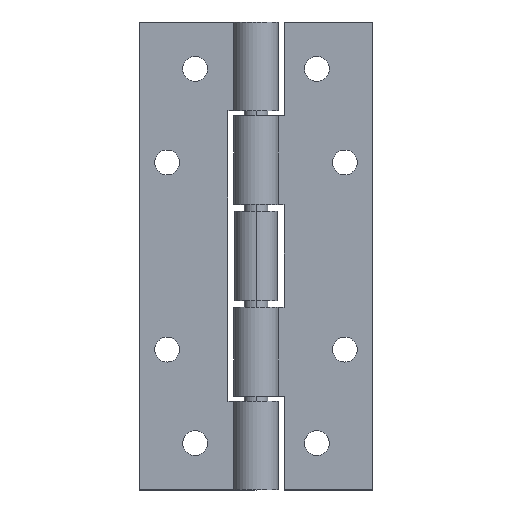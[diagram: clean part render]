
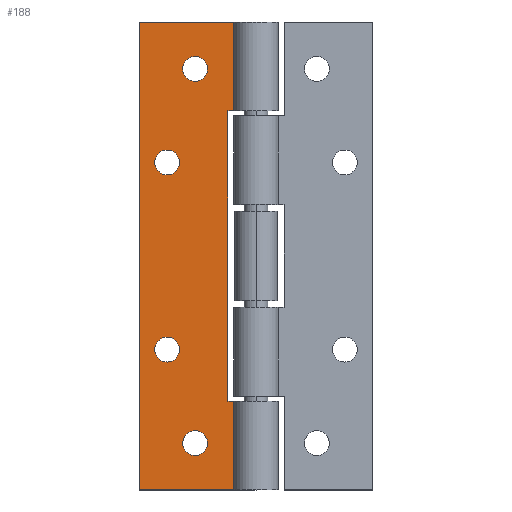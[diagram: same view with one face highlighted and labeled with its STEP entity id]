
A CAD part, top view. The second image highlights one B-rep face of the part: STEP entity #188.
In plain terms, the highlighted planar face has unit normal (0, 0, 1).
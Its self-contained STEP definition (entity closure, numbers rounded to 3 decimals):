
#26 = VERTEX_POINT ( 'NONE', #620 ) ;
#51 = VERTEX_POINT ( 'NONE', #629 ) ;
#54 = EDGE_CURVE ( 'NONE', #26, #51, #692, .T. ) ;
#56 = VERTEX_POINT ( 'NONE', #683 ) ;
#57 = VERTEX_POINT ( 'NONE', #682 ) ;
#86 = EDGE_CURVE ( 'NONE', #87, #92, #700, .T. ) ;
#87 = VERTEX_POINT ( 'NONE', #695 ) ;
#92 = VERTEX_POINT ( 'NONE', #748 ) ;
#119 = VERTEX_POINT ( 'NONE', #774 ) ;
#124 = EDGE_CURVE ( 'NONE', #119, #262, #761, .T. ) ;
#128 = EDGE_CURVE ( 'NONE', #129, #131, #814, .T. ) ;
#129 = VERTEX_POINT ( 'NONE', #809 ) ;
#131 = VERTEX_POINT ( 'NONE', #804 ) ;
#188 = ADVANCED_FACE ( 'NONE', ( #913, #912, #911, #910, #909 ), #908, .F. ) ;
#191 = EDGE_LOOP ( 'NONE', ( #438, #209 ) ) ;
#203 = EDGE_CURVE ( 'NONE', #56, #291, #888, .T. ) ;
#207 = EDGE_CURVE ( 'NONE', #267, #271, #945, .T. ) ;
#208 = EDGE_LOOP ( 'NONE', ( #260, #218 ) ) ;
#209 = ORIENTED_EDGE ( 'NONE', *, *, #210, .T. ) ;
#210 = EDGE_CURVE ( 'NONE', #92, #87, #940, .T. ) ;
#212 = EDGE_LOOP ( 'NONE', ( #222, #223 ) ) ;
#216 = EDGE_LOOP ( 'NONE', ( #243, #242 ) ) ;
#218 = ORIENTED_EDGE ( 'NONE', *, *, #259, .T. ) ;
#222 = ORIENTED_EDGE ( 'NONE', *, *, #283, .T. ) ;
#223 = ORIENTED_EDGE ( 'NONE', *, *, #207, .T. ) ;
#224 = ORIENTED_EDGE ( 'NONE', *, *, #290, .T. ) ;
#226 = ORIENTED_EDGE ( 'NONE', *, *, #235, .T. ) ;
#228 = ORIENTED_EDGE ( 'NONE', *, *, #229, .T. ) ;
#229 = EDGE_CURVE ( 'NONE', #241, #240, #919, .T. ) ;
#230 = ORIENTED_EDGE ( 'NONE', *, *, #312, .F. ) ;
#231 = ORIENTED_EDGE ( 'NONE', *, *, #203, .T. ) ;
#232 = ORIENTED_EDGE ( 'NONE', *, *, #305, .F. ) ;
#233 = ORIENTED_EDGE ( 'NONE', *, *, #234, .T. ) ;
#234 = EDGE_CURVE ( 'NONE', #240, #314, #979, .T. ) ;
#235 = EDGE_CURVE ( 'NONE', #26, #241, #975, .T. ) ;
#239 = ORIENTED_EDGE ( 'NONE', *, *, #54, .F. ) ;
#240 = VERTEX_POINT ( 'NONE', #965 ) ;
#241 = VERTEX_POINT ( 'NONE', #964 ) ;
#242 = ORIENTED_EDGE ( 'NONE', *, *, #245, .T. ) ;
#243 = ORIENTED_EDGE ( 'NONE', *, *, #128, .T. ) ;
#245 = EDGE_CURVE ( 'NONE', #131, #129, #962, .T. ) ;
#249 = EDGE_LOOP ( 'NONE', ( #239, #226, #228, #233, #230, #232, #231, #224 ) ) ;
#259 = EDGE_CURVE ( 'NONE', #262, #119, #1008, .T. ) ;
#260 = ORIENTED_EDGE ( 'NONE', *, *, #124, .T. ) ;
#262 = VERTEX_POINT ( 'NONE', #1003 ) ;
#267 = VERTEX_POINT ( 'NONE', #987 ) ;
#271 = VERTEX_POINT ( 'NONE', #985 ) ;
#283 = EDGE_CURVE ( 'NONE', #271, #267, #1026, .T. ) ;
#290 = EDGE_CURVE ( 'NONE', #291, #51, #1015, .T. ) ;
#291 = VERTEX_POINT ( 'NONE', #1076 ) ;
#305 = EDGE_CURVE ( 'NONE', #56, #57, #1046, .T. ) ;
#312 = EDGE_CURVE ( 'NONE', #57, #314, #1106, .T. ) ;
#314 = VERTEX_POINT ( 'NONE', #1099 ) ;
#438 = ORIENTED_EDGE ( 'NONE', *, *, #86, .T. ) ;
#620 = CARTESIAN_POINT ( 'NONE',  ( -3.873, -31., -2.75 ) ) ;
#629 = CARTESIAN_POINT ( 'NONE',  ( -3.873, -50., -2.75 ) ) ;
#682 = CARTESIAN_POINT ( 'NONE',  ( -3.873, 50., -2.75 ) ) ;
#683 = CARTESIAN_POINT ( 'NONE',  ( -25., 50., -2.75 ) ) ;
#684 = DIRECTION ( 'NONE',  ( 0., -1., 0. ) ) ;
#685 = VECTOR ( 'NONE', #684, 1000. ) ;
#686 = CARTESIAN_POINT ( 'NONE',  ( -3.873, 50., -2.75 ) ) ;
#692 = LINE ( 'NONE', #686, #685 ) ;
#695 = CARTESIAN_POINT ( 'NONE',  ( -16.35, -20., -2.75 ) ) ;
#696 = DIRECTION ( 'NONE',  ( -1., 0., 0. ) ) ;
#697 = DIRECTION ( 'NONE',  ( 0., 0., -1. ) ) ;
#698 = CARTESIAN_POINT ( 'NONE',  ( -19., -20., -2.75 ) ) ;
#699 = AXIS2_PLACEMENT_3D ( 'NONE', #698, #697, #696 ) ;
#700 = CIRCLE ( 'NONE', #699, 2.65 ) ;
#748 = CARTESIAN_POINT ( 'NONE',  ( -21.65, -20., -2.75 ) ) ;
#757 = DIRECTION ( 'NONE',  ( -1., 0., 0. ) ) ;
#758 = DIRECTION ( 'NONE',  ( 0., 0., -1. ) ) ;
#759 = CARTESIAN_POINT ( 'NONE',  ( -19., 20., -2.75 ) ) ;
#760 = AXIS2_PLACEMENT_3D ( 'NONE', #759, #758, #757 ) ;
#761 = CIRCLE ( 'NONE', #760, 2.65 ) ;
#774 = CARTESIAN_POINT ( 'NONE',  ( -16.35, 20., -2.75 ) ) ;
#804 = CARTESIAN_POINT ( 'NONE',  ( -15.65, 40., -2.75 ) ) ;
#809 = CARTESIAN_POINT ( 'NONE',  ( -10.35, 40., -2.75 ) ) ;
#810 = DIRECTION ( 'NONE',  ( -1., 0., 0. ) ) ;
#811 = DIRECTION ( 'NONE',  ( 0., 0., -1. ) ) ;
#812 = CARTESIAN_POINT ( 'NONE',  ( -13., 40., -2.75 ) ) ;
#813 = AXIS2_PLACEMENT_3D ( 'NONE', #812, #811, #810 ) ;
#814 = CIRCLE ( 'NONE', #813, 2.65 ) ;
#885 = DIRECTION ( 'NONE',  ( 0., -1., 0. ) ) ;
#886 = VECTOR ( 'NONE', #885, 1000. ) ;
#887 = CARTESIAN_POINT ( 'NONE',  ( -25., 50., -2.75 ) ) ;
#888 = LINE ( 'NONE', #887, #886 ) ;
#904 = DIRECTION ( 'NONE',  ( -1., 0., 0. ) ) ;
#905 = DIRECTION ( 'NONE',  ( 0., 0., -1. ) ) ;
#906 = CARTESIAN_POINT ( 'NONE',  ( -25., 50., -2.75 ) ) ;
#907 = AXIS2_PLACEMENT_3D ( 'NONE', #906, #905, #904 ) ;
#908 = PLANE ( 'NONE',  #907 ) ;
#909 = FACE_OUTER_BOUND ( 'NONE', #249, .T. ) ;
#910 = FACE_BOUND ( 'NONE', #216, .T. ) ;
#911 = FACE_BOUND ( 'NONE', #208, .T. ) ;
#912 = FACE_BOUND ( 'NONE', #212, .T. ) ;
#913 = FACE_BOUND ( 'NONE', #191, .T. ) ;
#916 = DIRECTION ( 'NONE',  ( 0., 1., 0. ) ) ;
#917 = VECTOR ( 'NONE', #916, 1000. ) ;
#918 = CARTESIAN_POINT ( 'NONE',  ( -6., 50., -2.75 ) ) ;
#919 = LINE ( 'NONE', #918, #917 ) ;
#936 = DIRECTION ( 'NONE',  ( -1., 0., 0. ) ) ;
#937 = DIRECTION ( 'NONE',  ( 0., 0., -1. ) ) ;
#938 = CARTESIAN_POINT ( 'NONE',  ( -19., -20., -2.75 ) ) ;
#939 = AXIS2_PLACEMENT_3D ( 'NONE', #938, #937, #936 ) ;
#940 = CIRCLE ( 'NONE', #939, 2.65 ) ;
#941 = DIRECTION ( 'NONE',  ( -1., 0., 0. ) ) ;
#942 = DIRECTION ( 'NONE',  ( 0., 0., -1. ) ) ;
#943 = CARTESIAN_POINT ( 'NONE',  ( -13., -40., -2.75 ) ) ;
#944 = AXIS2_PLACEMENT_3D ( 'NONE', #943, #942, #941 ) ;
#945 = CIRCLE ( 'NONE', #944, 2.65 ) ;
#958 = DIRECTION ( 'NONE',  ( -1., 0., 0. ) ) ;
#959 = DIRECTION ( 'NONE',  ( 0., 0., -1. ) ) ;
#960 = CARTESIAN_POINT ( 'NONE',  ( -13., 40., -2.75 ) ) ;
#961 = AXIS2_PLACEMENT_3D ( 'NONE', #960, #959, #958 ) ;
#962 = CIRCLE ( 'NONE', #961, 2.65 ) ;
#964 = CARTESIAN_POINT ( 'NONE',  ( -6., -31., -2.75 ) ) ;
#965 = CARTESIAN_POINT ( 'NONE',  ( -6., 31., -2.75 ) ) ;
#972 = DIRECTION ( 'NONE',  ( -1., 0., 0. ) ) ;
#973 = VECTOR ( 'NONE', #972, 1000. ) ;
#974 = CARTESIAN_POINT ( 'NONE',  ( -25., -31., -2.75 ) ) ;
#975 = LINE ( 'NONE', #974, #973 ) ;
#976 = DIRECTION ( 'NONE',  ( 1., 0., 0. ) ) ;
#977 = VECTOR ( 'NONE', #976, 1000. ) ;
#978 = CARTESIAN_POINT ( 'NONE',  ( -25., 31., -2.75 ) ) ;
#979 = LINE ( 'NONE', #978, #977 ) ;
#985 = CARTESIAN_POINT ( 'NONE',  ( -10.35, -40., -2.75 ) ) ;
#987 = CARTESIAN_POINT ( 'NONE',  ( -15.65, -40., -2.75 ) ) ;
#1003 = CARTESIAN_POINT ( 'NONE',  ( -21.65, 20., -2.75 ) ) ;
#1004 = DIRECTION ( 'NONE',  ( -1., 0., 0. ) ) ;
#1005 = DIRECTION ( 'NONE',  ( 0., 0., -1. ) ) ;
#1006 = CARTESIAN_POINT ( 'NONE',  ( -19., 20., -2.75 ) ) ;
#1007 = AXIS2_PLACEMENT_3D ( 'NONE', #1006, #1005, #1004 ) ;
#1008 = CIRCLE ( 'NONE', #1007, 2.65 ) ;
#1013 = VECTOR ( 'NONE', #1077, 1000. ) ;
#1014 = CARTESIAN_POINT ( 'NONE',  ( -25., -50., -2.75 ) ) ;
#1015 = LINE ( 'NONE', #1014, #1013 ) ;
#1018 = DIRECTION ( 'NONE',  ( -1., 0., 0. ) ) ;
#1019 = DIRECTION ( 'NONE',  ( 0., 0., -1. ) ) ;
#1020 = CARTESIAN_POINT ( 'NONE',  ( -13., -40., -2.75 ) ) ;
#1021 = AXIS2_PLACEMENT_3D ( 'NONE', #1020, #1019, #1018 ) ;
#1026 = CIRCLE ( 'NONE', #1021, 2.65 ) ;
#1043 = DIRECTION ( 'NONE',  ( 1., 0., 0. ) ) ;
#1044 = VECTOR ( 'NONE', #1043, 1000. ) ;
#1045 = CARTESIAN_POINT ( 'NONE',  ( -25., 50., -2.75 ) ) ;
#1046 = LINE ( 'NONE', #1045, #1044 ) ;
#1076 = CARTESIAN_POINT ( 'NONE',  ( -25., -50., -2.75 ) ) ;
#1077 = DIRECTION ( 'NONE',  ( 1., 0., 0. ) ) ;
#1099 = CARTESIAN_POINT ( 'NONE',  ( -3.873, 31., -2.75 ) ) ;
#1100 = DIRECTION ( 'NONE',  ( 0., -1., 0. ) ) ;
#1101 = VECTOR ( 'NONE', #1100, 1000. ) ;
#1102 = CARTESIAN_POINT ( 'NONE',  ( -3.873, 50., -2.75 ) ) ;
#1106 = LINE ( 'NONE', #1102, #1101 ) ;
